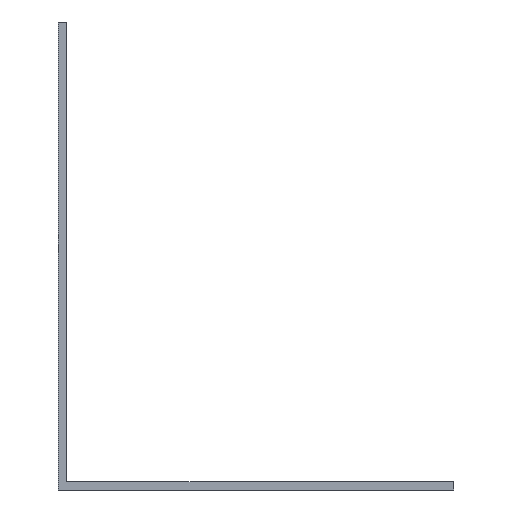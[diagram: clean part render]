
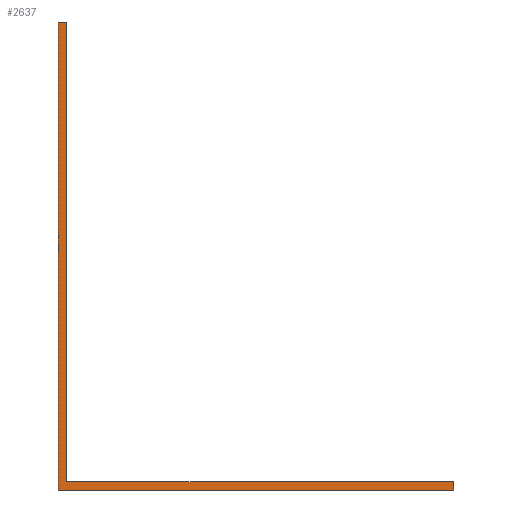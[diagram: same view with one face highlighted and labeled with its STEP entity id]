
A CAD part, front view. The second image highlights one B-rep face of the part: STEP entity #2637.
In plain terms, the highlighted planar face has unit normal (0, -1, 0).
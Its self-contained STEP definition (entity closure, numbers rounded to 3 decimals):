
#35 = VECTOR ( 'NONE', #2049, 1000. ) ;
#44 = CARTESIAN_POINT ( 'NONE',  ( 0.8, -362., 45. ) ) ;
#62 = LINE ( 'NONE', #1490, #2927 ) ;
#79 = VERTEX_POINT ( 'NONE', #709 ) ;
#102 = ORIENTED_EDGE ( 'NONE', *, *, #2724, .T. ) ;
#185 = VERTEX_POINT ( 'NONE', #1846 ) ;
#245 = ORIENTED_EDGE ( 'NONE', *, *, #1579, .F. ) ;
#266 = DIRECTION ( 'NONE',  ( -1., 0., 0. ) ) ;
#394 = ORIENTED_EDGE ( 'NONE', *, *, #1872, .T. ) ;
#399 = FACE_OUTER_BOUND ( 'NONE', #1531, .T. ) ;
#456 = CARTESIAN_POINT ( 'NONE',  ( 0.8, -362., 45. ) ) ;
#467 = CARTESIAN_POINT ( 'NONE',  ( 0., -362., 45. ) ) ;
#536 = EDGE_CURVE ( 'NONE', #2777, #1701, #2478, .T. ) ;
#709 = CARTESIAN_POINT ( 'NONE',  ( 38., -362., 0. ) ) ;
#764 = CARTESIAN_POINT ( 'NONE',  ( 0., -362., 45. ) ) ;
#855 = CARTESIAN_POINT ( 'NONE',  ( 0.8, -362., 0.8 ) ) ;
#958 = LINE ( 'NONE', #44, #2525 ) ;
#964 = VERTEX_POINT ( 'NONE', #2628 ) ;
#984 = DIRECTION ( 'NONE',  ( 0., 0., -1. ) ) ;
#1000 = DIRECTION ( 'NONE',  ( 1., 0., 0. ) ) ;
#1072 = VECTOR ( 'NONE', #1543, 1000. ) ;
#1179 = LINE ( 'NONE', #2549, #1785 ) ;
#1490 = CARTESIAN_POINT ( 'NONE',  ( 0., -362., 0. ) ) ;
#1531 = EDGE_LOOP ( 'NONE', ( #245, #2585, #102, #2093, #394, #2418 ) ) ;
#1543 = DIRECTION ( 'NONE',  ( 0., 0., 1. ) ) ;
#1554 = LINE ( 'NONE', #764, #2647 ) ;
#1579 = EDGE_CURVE ( 'NONE', #1701, #964, #1179, .T. ) ;
#1655 = DIRECTION ( 'NONE',  ( 0., -1., 0. ) ) ;
#1691 = CARTESIAN_POINT ( 'NONE',  ( 0.8, -362., 45. ) ) ;
#1701 = VERTEX_POINT ( 'NONE', #855 ) ;
#1765 = EDGE_CURVE ( 'NONE', #79, #964, #2827, .T. ) ;
#1785 = VECTOR ( 'NONE', #1000, 1000. ) ;
#1846 = CARTESIAN_POINT ( 'NONE',  ( 0., -362., 0. ) ) ;
#1872 = EDGE_CURVE ( 'NONE', #185, #79, #62, .T. ) ;
#1913 = DIRECTION ( 'NONE',  ( -1., 0., 0. ) ) ;
#2049 = DIRECTION ( 'NONE',  ( 0., 0., -1. ) ) ;
#2093 = ORIENTED_EDGE ( 'NONE', *, *, #2656, .T. ) ;
#2095 = CARTESIAN_POINT ( 'NONE',  ( 0., -362., 0. ) ) ;
#2273 = VERTEX_POINT ( 'NONE', #467 ) ;
#2316 = PLANE ( 'NONE',  #2537 ) ;
#2418 = ORIENTED_EDGE ( 'NONE', *, *, #1765, .T. ) ;
#2478 = LINE ( 'NONE', #456, #35 ) ;
#2525 = VECTOR ( 'NONE', #1913, 1000. ) ;
#2537 = AXIS2_PLACEMENT_3D ( 'NONE', #2095, #1655, #266 ) ;
#2549 = CARTESIAN_POINT ( 'NONE',  ( 0., -362., 0.8 ) ) ;
#2585 = ORIENTED_EDGE ( 'NONE', *, *, #536, .F. ) ;
#2628 = CARTESIAN_POINT ( 'NONE',  ( 38., -362., 0.8 ) ) ;
#2637 = ADVANCED_FACE ( 'NONE', ( #399 ), #2316, .T. ) ;
#2647 = VECTOR ( 'NONE', #984, 1000. ) ;
#2656 = EDGE_CURVE ( 'NONE', #2273, #185, #1554, .T. ) ;
#2724 = EDGE_CURVE ( 'NONE', #2777, #2273, #958, .T. ) ;
#2777 = VERTEX_POINT ( 'NONE', #1691 ) ;
#2797 = DIRECTION ( 'NONE',  ( 1., 0., 0. ) ) ;
#2827 = LINE ( 'NONE', #2851, #1072 ) ;
#2851 = CARTESIAN_POINT ( 'NONE',  ( 38., -362., 0. ) ) ;
#2927 = VECTOR ( 'NONE', #2797, 1000. ) ;
